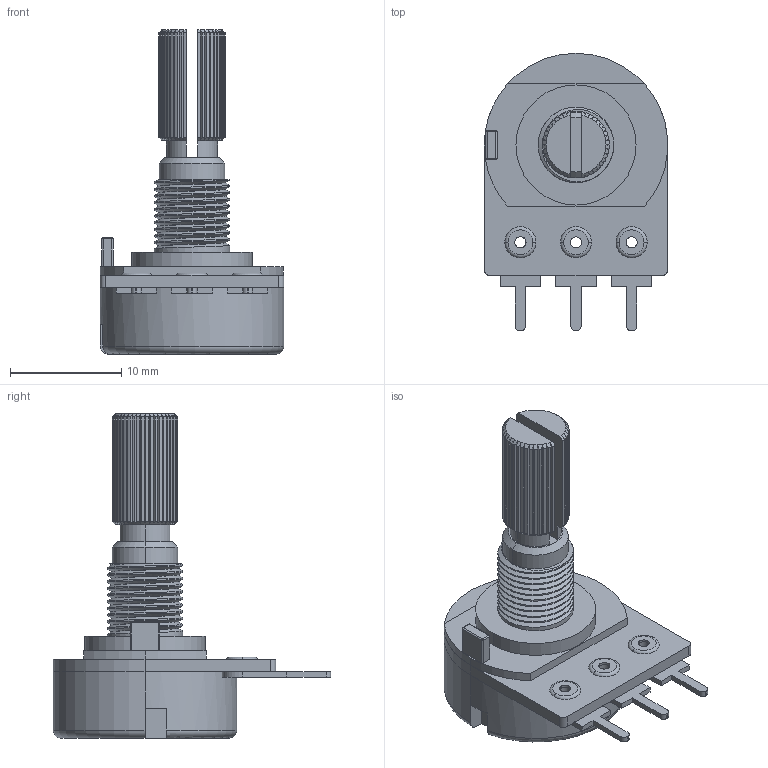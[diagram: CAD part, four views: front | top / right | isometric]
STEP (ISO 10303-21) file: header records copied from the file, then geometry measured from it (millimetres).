
FILE_DESCRIPTION (( 'STEP AP214' ), '1' );
FILE_NAME ('Potentiometer.STEP', '2018-06-16T10:26:29', ( '' ), ( '' ), 'SwSTEP 2.0', 'SolidWorks 2018', '' );
FILE_SCHEMA (( 'AUTOMOTIVE_DESIGN' ));
Length unit declared in the file: millimetre
Products named in the file (1): Potentiometer
Bounding box: 16.5 x 24.95 x 29.2 mm (x, y, z)
Volume: 2392.5 mm3; surface area: 2772.6 mm2
Topology: 9 solids, 9 shells, 279 faces, 748 edges, 489 vertices
Faces by surface type: plane 143, cylinder 113, torus 8, cone 8, sphere 4, bspline 3
Entity records: 10194 total; most frequent: CARTESIAN_POINT 3371, ORIENTED_EDGE 1488, DIRECTION 1296, EDGE_CURVE 744, AXIS2_PLACEMENT_3D 492, VERTEX_POINT 489, VECTOR 312, LINE 312
